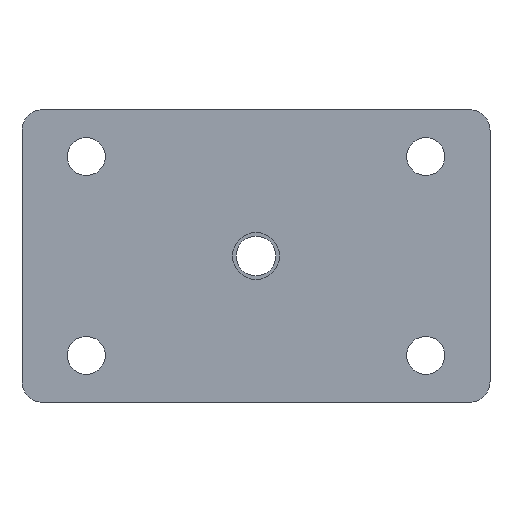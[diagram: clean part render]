
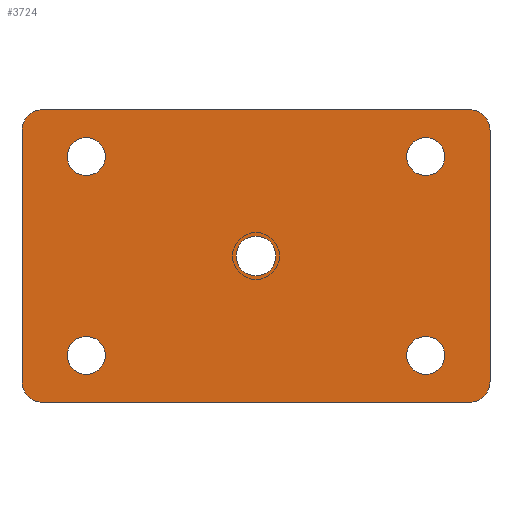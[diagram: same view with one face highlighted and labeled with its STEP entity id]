
A CAD part, front view. The second image highlights one B-rep face of the part: STEP entity #3724.
In plain terms, the highlighted planar face has unit normal (0, -1, 0).
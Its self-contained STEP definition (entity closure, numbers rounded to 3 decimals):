
#1=CARTESIAN_POINT('',(-36.5,0.,-21.5));
#2=DIRECTION('',(0.,-1.,0.));
#3=DIRECTION('',(-1.,0.,0.));
#4=AXIS2_PLACEMENT_3D('',#1,#2,#3);
#6=DIRECTION('',(0.,0.,1.));
#7=VECTOR('',#6,43.);
#8=CARTESIAN_POINT('',(-40.,0.,-21.5));
#9=LINE('',#8,#7);
#10=CARTESIAN_POINT('',(-36.5,0.,21.5));
#11=DIRECTION('',(0.,-1.,0.));
#12=DIRECTION('',(0.,0.,1.));
#13=AXIS2_PLACEMENT_3D('',#10,#11,#12);
#15=DIRECTION('',(1.,0.,0.));
#16=VECTOR('',#15,73.);
#17=CARTESIAN_POINT('',(-36.5,0.,25.));
#18=LINE('',#17,#16);
#19=CARTESIAN_POINT('',(36.5,0.,21.5));
#20=DIRECTION('',(0.,-1.,0.));
#21=DIRECTION('',(1.,0.,0.));
#22=AXIS2_PLACEMENT_3D('',#19,#20,#21);
#24=DIRECTION('',(0.,0.,-1.));
#25=VECTOR('',#24,43.);
#26=CARTESIAN_POINT('',(40.,0.,21.5));
#27=LINE('',#26,#25);
#28=CARTESIAN_POINT('',(36.5,0.,-21.5));
#29=DIRECTION('',(0.,-1.,0.));
#30=DIRECTION('',(0.,0.,-1.));
#31=AXIS2_PLACEMENT_3D('',#28,#29,#30);
#33=DIRECTION('',(-1.,0.,0.));
#34=VECTOR('',#33,73.);
#35=CARTESIAN_POINT('',(36.5,0.,-25.));
#36=LINE('',#35,#34);
#37=CARTESIAN_POINT('',(-29.,0.,-17.));
#38=DIRECTION('',(0.,1.,0.));
#39=DIRECTION('',(1.,0.,0.));
#40=AXIS2_PLACEMENT_3D('',#37,#38,#39);
#42=CARTESIAN_POINT('',(-29.,0.,-17.));
#43=DIRECTION('',(0.,1.,0.));
#44=DIRECTION('',(-1.,0.,0.));
#45=AXIS2_PLACEMENT_3D('',#42,#43,#44);
#47=CARTESIAN_POINT('',(29.,0.,-17.));
#48=DIRECTION('',(0.,1.,0.));
#49=DIRECTION('',(1.,0.,0.));
#50=AXIS2_PLACEMENT_3D('',#47,#48,#49);
#52=CARTESIAN_POINT('',(29.,0.,-17.));
#53=DIRECTION('',(0.,1.,0.));
#54=DIRECTION('',(-1.,0.,0.));
#55=AXIS2_PLACEMENT_3D('',#52,#53,#54);
#57=CARTESIAN_POINT('',(-29.,0.,17.));
#58=DIRECTION('',(0.,1.,0.));
#59=DIRECTION('',(1.,0.,0.));
#60=AXIS2_PLACEMENT_3D('',#57,#58,#59);
#62=CARTESIAN_POINT('',(-29.,0.,17.));
#63=DIRECTION('',(0.,1.,0.));
#64=DIRECTION('',(-1.,0.,0.));
#65=AXIS2_PLACEMENT_3D('',#62,#63,#64);
#67=CARTESIAN_POINT('',(29.,0.,17.));
#68=DIRECTION('',(0.,1.,0.));
#69=DIRECTION('',(1.,0.,0.));
#70=AXIS2_PLACEMENT_3D('',#67,#68,#69);
#72=CARTESIAN_POINT('',(29.,0.,17.));
#73=DIRECTION('',(0.,1.,0.));
#74=DIRECTION('',(-1.,0.,0.));
#75=AXIS2_PLACEMENT_3D('',#72,#73,#74);
#77=CARTESIAN_POINT('',(0.,0.,0.));
#78=DIRECTION('',(0.,1.,0.));
#79=DIRECTION('',(1.,0.,0.));
#80=AXIS2_PLACEMENT_3D('',#77,#78,#79);
#82=CARTESIAN_POINT('',(0.,0.,0.));
#83=DIRECTION('',(0.,1.,0.));
#84=DIRECTION('',(-1.,0.,0.));
#85=AXIS2_PLACEMENT_3D('',#82,#83,#84);
#3067=CARTESIAN_POINT('',(-40.,0.,-21.5));
#3068=CARTESIAN_POINT('',(-36.5,0.,-25.));
#3069=VERTEX_POINT('',#3067);
#3070=VERTEX_POINT('',#3068);
#3075=CARTESIAN_POINT('',(36.5,0.,-25.));
#3076=CARTESIAN_POINT('',(40.,0.,-21.5));
#3077=VERTEX_POINT('',#3075);
#3078=VERTEX_POINT('',#3076);
#3083=CARTESIAN_POINT('',(40.,0.,21.5));
#3084=CARTESIAN_POINT('',(36.5,0.,25.));
#3085=VERTEX_POINT('',#3083);
#3086=VERTEX_POINT('',#3084);
#3091=CARTESIAN_POINT('',(-36.5,0.,25.));
#3092=CARTESIAN_POINT('',(-40.,0.,21.5));
#3093=VERTEX_POINT('',#3091);
#3094=VERTEX_POINT('',#3092);
#3099=CARTESIAN_POINT('',(-25.75,0.,-17.));
#3100=CARTESIAN_POINT('',(-32.25,0.,-17.));
#3101=VERTEX_POINT('',#3099);
#3102=VERTEX_POINT('',#3100);
#3103=CARTESIAN_POINT('',(32.25,0.,-17.));
#3104=CARTESIAN_POINT('',(25.75,0.,-17.));
#3105=VERTEX_POINT('',#3103);
#3106=VERTEX_POINT('',#3104);
#3107=CARTESIAN_POINT('',(-25.75,0.,17.));
#3108=CARTESIAN_POINT('',(-32.25,0.,17.));
#3109=VERTEX_POINT('',#3107);
#3110=VERTEX_POINT('',#3108);
#3111=CARTESIAN_POINT('',(32.25,0.,17.));
#3112=CARTESIAN_POINT('',(25.75,0.,17.));
#3113=VERTEX_POINT('',#3111);
#3114=VERTEX_POINT('',#3112);
#3131=CARTESIAN_POINT('',(3.4,0.,0.));
#3132=CARTESIAN_POINT('',(-3.4,0.,0.));
#3133=VERTEX_POINT('',#3131);
#3134=VERTEX_POINT('',#3132);
#3671=CARTESIAN_POINT('',(0.,0.,0.));
#3672=DIRECTION('',(0.,1.,0.));
#3673=DIRECTION('',(1.,0.,0.));
#3674=AXIS2_PLACEMENT_3D('',#3671,#3672,#3673);
#3675=PLANE('',#3674);
#3677=ORIENTED_EDGE('',*,*,#3676,.F.);
#3679=ORIENTED_EDGE('',*,*,#3678,.T.);
#3681=ORIENTED_EDGE('',*,*,#3680,.F.);
#3683=ORIENTED_EDGE('',*,*,#3682,.T.);
#3685=ORIENTED_EDGE('',*,*,#3684,.F.);
#3687=ORIENTED_EDGE('',*,*,#3686,.T.);
#3689=ORIENTED_EDGE('',*,*,#3688,.F.);
#3691=ORIENTED_EDGE('',*,*,#3690,.T.);
#3692=EDGE_LOOP('',(#3677,#3679,#3681,#3683,#3685,#3687,#3689,#3691));
#3693=FACE_OUTER_BOUND('',#3692,.F.);
#3695=ORIENTED_EDGE('',*,*,#3694,.F.);
#3697=ORIENTED_EDGE('',*,*,#3696,.F.);
#3698=EDGE_LOOP('',(#3695,#3697));
#3699=FACE_BOUND('',#3698,.F.);
#3701=ORIENTED_EDGE('',*,*,#3700,.F.);
#3703=ORIENTED_EDGE('',*,*,#3702,.F.);
#3704=EDGE_LOOP('',(#3701,#3703));
#3705=FACE_BOUND('',#3704,.F.);
#3707=ORIENTED_EDGE('',*,*,#3706,.F.);
#3709=ORIENTED_EDGE('',*,*,#3708,.F.);
#3710=EDGE_LOOP('',(#3707,#3709));
#3711=FACE_BOUND('',#3710,.F.);
#3713=ORIENTED_EDGE('',*,*,#3712,.F.);
#3715=ORIENTED_EDGE('',*,*,#3714,.F.);
#3716=EDGE_LOOP('',(#3713,#3715));
#3717=FACE_BOUND('',#3716,.F.);
#3719=ORIENTED_EDGE('',*,*,#3718,.F.);
#3721=ORIENTED_EDGE('',*,*,#3720,.F.);
#3722=EDGE_LOOP('',(#3719,#3721));
#3723=FACE_BOUND('',#3722,.F.);
#3724=ADVANCED_FACE('',(#3693,#3699,#3705,#3711,#3717,#3723),#3675,.F.);
#5=CIRCLE('',#4,3.5);
#14=CIRCLE('',#13,3.5);
#23=CIRCLE('',#22,3.5);
#32=CIRCLE('',#31,3.5);
#41=CIRCLE('',#40,3.25);
#46=CIRCLE('',#45,3.25);
#51=CIRCLE('',#50,3.25);
#56=CIRCLE('',#55,3.25);
#61=CIRCLE('',#60,3.25);
#66=CIRCLE('',#65,3.25);
#71=CIRCLE('',#70,3.25);
#76=CIRCLE('',#75,3.25);
#81=CIRCLE('',#80,3.4);
#86=CIRCLE('',#85,3.4);
#3676=EDGE_CURVE('',#3069,#3070,#5,.T.);
#3678=EDGE_CURVE('',#3069,#3094,#9,.T.);
#3680=EDGE_CURVE('',#3093,#3094,#14,.T.);
#3682=EDGE_CURVE('',#3093,#3086,#18,.T.);
#3684=EDGE_CURVE('',#3085,#3086,#23,.T.);
#3686=EDGE_CURVE('',#3085,#3078,#27,.T.);
#3688=EDGE_CURVE('',#3077,#3078,#32,.T.);
#3690=EDGE_CURVE('',#3077,#3070,#36,.T.);
#3694=EDGE_CURVE('',#3101,#3102,#41,.T.);
#3696=EDGE_CURVE('',#3102,#3101,#46,.T.);
#3700=EDGE_CURVE('',#3105,#3106,#51,.T.);
#3702=EDGE_CURVE('',#3106,#3105,#56,.T.);
#3706=EDGE_CURVE('',#3109,#3110,#61,.T.);
#3708=EDGE_CURVE('',#3110,#3109,#66,.T.);
#3712=EDGE_CURVE('',#3113,#3114,#71,.T.);
#3714=EDGE_CURVE('',#3114,#3113,#76,.T.);
#3718=EDGE_CURVE('',#3133,#3134,#81,.T.);
#3720=EDGE_CURVE('',#3134,#3133,#86,.T.);
